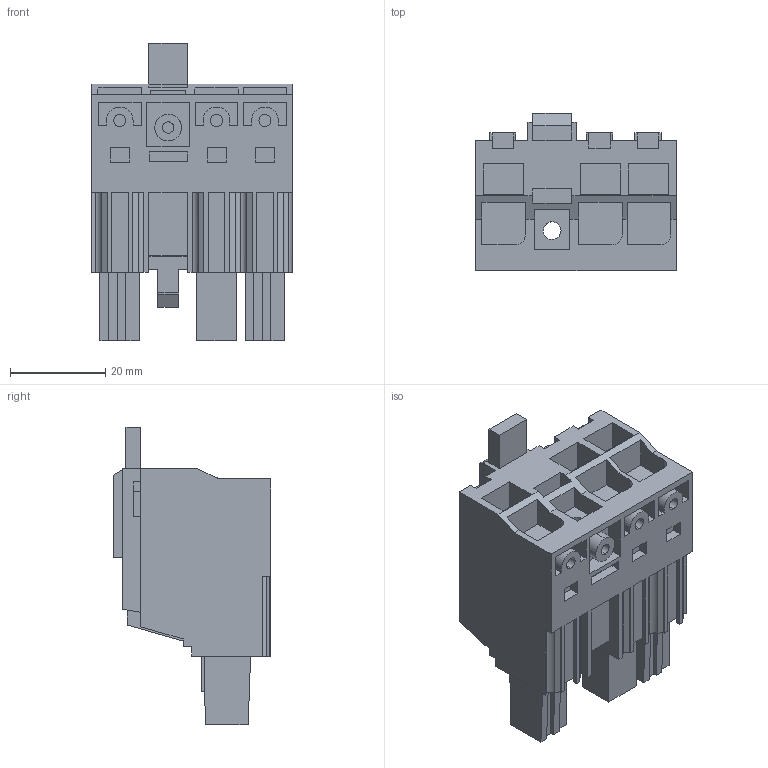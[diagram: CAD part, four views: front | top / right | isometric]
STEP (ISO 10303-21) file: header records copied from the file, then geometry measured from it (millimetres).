
FILE_DESCRIPTION(('CATIA V5 STEP Exchange','CAx-IF Rec.Pracs.--- Model Styling and Organization---1.4--- 2014-01-23'),'2;1');
FILE_NAME ('D1462864_1_2493180000_2493180000.stp','2021-08-16T06:28:10+00:00',('none'),('Weidmueller'),'CATIA Version 5-6 Release 2016 SP3 HF44','CATIA V5 STEP AP214','none');
FILE_SCHEMA(('AUTOMOTIVE_DESIGN { 1 0 10303 214 1 1 1 1 }'));
Length unit declared in the file: millimetre
Products named in the file (1): 2493180000
Bounding box: 42.12 x 33.07 x 62.46 mm (x, y, z)
Volume: 40607 mm3; surface area: 17017.4 mm2
Topology: 5 solids, 5 shells, 437 faces, 1221 edges, 822 vertices
Faces by surface type: plane 405, cylinder 32
Entity records: 13896 total; most frequent: CARTESIAN_POINT 2482, ORIENTED_EDGE 2442, DIRECTION 1921, EDGE_CURVE 1221, VECTOR 1153, LINE 1153, VERTEX_POINT 822, EDGE_LOOP 469
